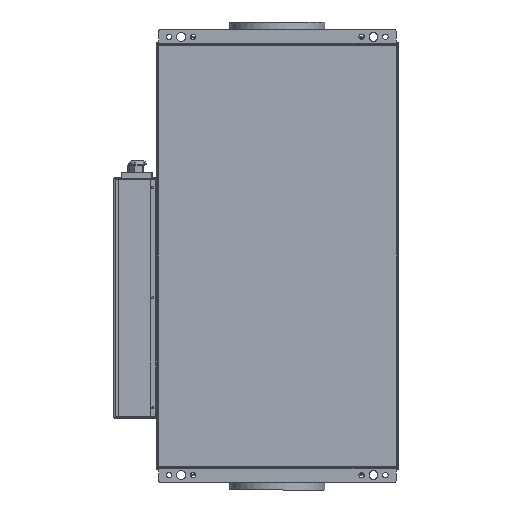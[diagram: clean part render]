
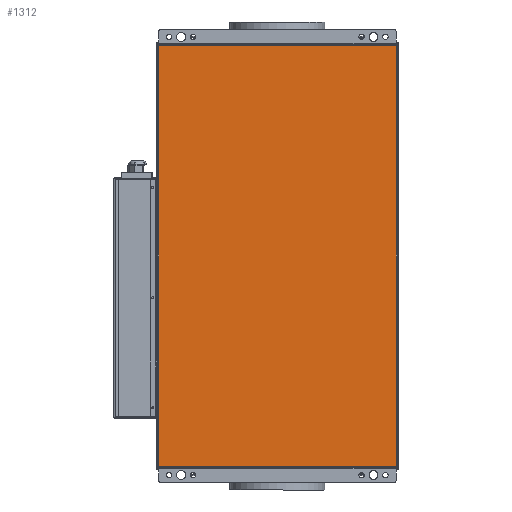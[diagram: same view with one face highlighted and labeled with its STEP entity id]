
A CAD part, front view. The second image highlights one B-rep face of the part: STEP entity #1312.
In plain terms, the highlighted planar face has unit normal (0, -1, 0).
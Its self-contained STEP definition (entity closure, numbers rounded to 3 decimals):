
#1312 = ADVANCED_FACE ( 'NONE', ( #20584 ), #29933, .T. ) ;
#1852 = LINE ( 'NONE', #6732, #1856 ) ;
#1856 = VECTOR ( 'NONE', #6727, 1000. ) ;
#6727 = DIRECTION ( 'NONE',  ( 0., 0., 1. ) ) ;
#6732 = CARTESIAN_POINT ( 'NONE',  ( 200.099, -173.65, 355. ) ) ;
#9089 = EDGE_LOOP ( 'NONE', ( #26974, #26976, #26978, #26980 ) ) ;
#13717 = EDGE_CURVE ( 'NONE', #18617, #18665, #24556, .T. ) ;
#13724 = EDGE_CURVE ( 'NONE', #18573, #17399, #24570, .T. ) ;
#13744 = EDGE_CURVE ( 'NONE', #17399, #18617, #24595, .T. ) ;
#17399 = VERTEX_POINT ( 'NONE', #17591 ) ;
#17591 = CARTESIAN_POINT ( 'NONE',  ( -198.901, -173.65, 353. ) ) ;
#17956 = CARTESIAN_POINT ( 'NONE',  ( 200.099, -173.65, 353. ) ) ;
#18000 = CARTESIAN_POINT ( 'NONE',  ( -198.901, -173.65, -353. ) ) ;
#18048 = CARTESIAN_POINT ( 'NONE',  ( 200.099, -173.65, -353. ) ) ;
#18573 = VERTEX_POINT ( 'NONE', #17956 ) ;
#18617 = VERTEX_POINT ( 'NONE', #18000 ) ;
#18665 = VERTEX_POINT ( 'NONE', #18048 ) ;
#19278 = AXIS2_PLACEMENT_3D ( 'NONE', #29936, #29937, #29938 ) ;
#20584 = FACE_OUTER_BOUND ( 'NONE', #9089, .T. ) ;
#24556 = LINE ( 'NONE', #32671, #24562 ) ;
#24562 = VECTOR ( 'NONE', #32673, 1000. ) ;
#24568 = VECTOR ( 'NONE', #32704, 1000. ) ;
#24570 = LINE ( 'NONE', #32703, #24568 ) ;
#24595 = LINE ( 'NONE', #32782, #24597 ) ;
#24597 = VECTOR ( 'NONE', #32777, 1000. ) ;
#26974 = ORIENTED_EDGE ( 'NONE', *, *, #13744, .T. ) ;
#26976 = ORIENTED_EDGE ( 'NONE', *, *, #13717, .T. ) ;
#26978 = ORIENTED_EDGE ( 'NONE', *, *, #27849, .T. ) ;
#26980 = ORIENTED_EDGE ( 'NONE', *, *, #13724, .T. ) ;
#27849 = EDGE_CURVE ( 'NONE', #18665, #18573, #1852, .T. ) ;
#29933 = PLANE ( 'NONE',  #19278 ) ;
#29936 = CARTESIAN_POINT ( 'NONE',  ( -200.901, -173.65, 355. ) ) ;
#29937 = DIRECTION ( 'NONE',  ( 0., -1., 0. ) ) ;
#29938 = DIRECTION ( 'NONE',  ( 0., 0., -1. ) ) ;
#32671 = CARTESIAN_POINT ( 'NONE',  ( -198.901, -173.65, -353. ) ) ;
#32673 = DIRECTION ( 'NONE',  ( 1., 0., 0. ) ) ;
#32703 = CARTESIAN_POINT ( 'NONE',  ( 200.099, -173.65, 353. ) ) ;
#32704 = DIRECTION ( 'NONE',  ( -1., 0., 0. ) ) ;
#32777 = DIRECTION ( 'NONE',  ( 0., 0., -1. ) ) ;
#32782 = CARTESIAN_POINT ( 'NONE',  ( -198.901, -173.65, -355. ) ) ;
